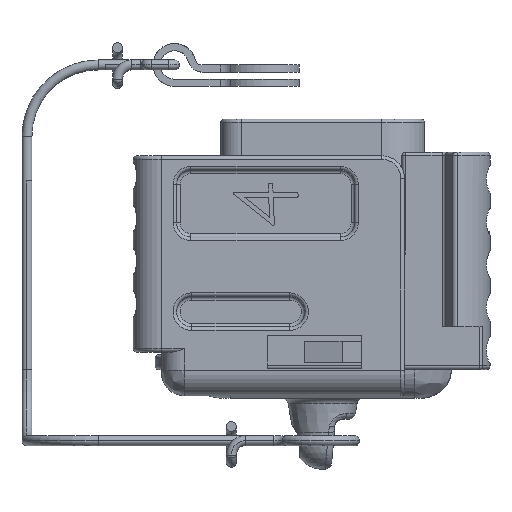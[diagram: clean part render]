
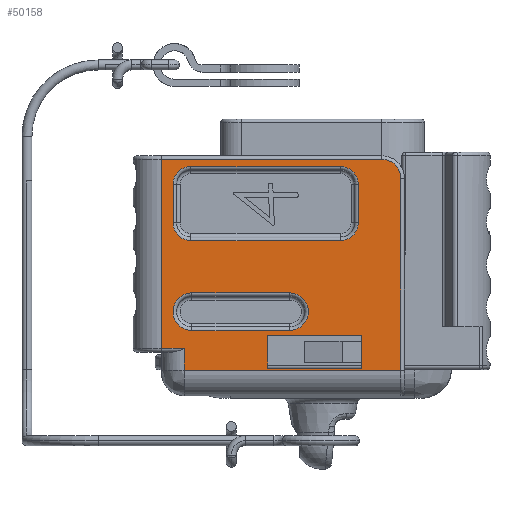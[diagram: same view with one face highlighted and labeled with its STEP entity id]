
A CAD part, left-side view. The second image highlights one B-rep face of the part: STEP entity #50158.
In plain terms, the highlighted planar face has unit normal (-1, 0, 0).
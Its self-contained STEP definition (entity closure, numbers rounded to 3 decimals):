
#16872=DIRECTION('',(0.,0.,-1.));
#16873=VECTOR('',#16872,13.27);
#16874=CARTESIAN_POINT('',(-13.75,11.3,14.75));
#16875=LINE('',#16874,#16873);
#17397=DIRECTION('',(0.,0.,-1.));
#17398=VECTOR('',#17397,1.53);
#17399=CARTESIAN_POINT('',(-13.75,9.7,1.48));
#17400=LINE('',#17399,#17398);
#17423=DIRECTION('',(0.,0.,-1.));
#17424=VECTOR('',#17423,13.45);
#17425=CARTESIAN_POINT('',(-13.75,-5.5,13.4));
#17426=LINE('',#17425,#17424);
#17427=DIRECTION('',(0.,-1.,0.));
#17428=VECTOR('',#17427,15.2);
#17429=CARTESIAN_POINT('',(-13.75,9.7,-0.05));
#17430=LINE('',#17429,#17428);
#17431=DIRECTION('',(0.,-1.,0.));
#17432=VECTOR('',#17431,1.6);
#17433=CARTESIAN_POINT('',(-13.75,11.3,1.48));
#17434=LINE('',#17433,#17432);
#17435=DIRECTION('',(0.,-1.,0.));
#17436=VECTOR('',#17435,15.45);
#17437=CARTESIAN_POINT('',(-13.75,11.3,14.75));
#17438=LINE('',#17437,#17436);
#17439=CARTESIAN_POINT('',(-13.75,-4.15,13.4));
#17440=DIRECTION('',(1.,0.,0.));
#17441=DIRECTION('',(0.,0.,1.));
#17442=AXIS2_PLACEMENT_3D('',#17439,#17440,#17441);
#17444=DIRECTION('',(0.,0.,-1.));
#17445=VECTOR('',#17444,2.3);
#17446=CARTESIAN_POINT('',(-13.75,-2.75,2.4));
#17447=LINE('',#17446,#17445);
#17448=DIRECTION('',(0.,-1.,0.));
#17449=VECTOR('',#17448,6.6);
#17450=CARTESIAN_POINT('',(-13.75,3.85,2.4));
#17451=LINE('',#17450,#17449);
#17452=DIRECTION('',(0.,0.,1.));
#17453=VECTOR('',#17452,2.3);
#17454=CARTESIAN_POINT('',(-13.75,3.85,0.1));
#17455=LINE('',#17454,#17453);
#17456=DIRECTION('',(0.,1.,0.));
#17457=VECTOR('',#17456,6.6);
#17458=CARTESIAN_POINT('',(-13.75,-2.75,0.1));
#17459=LINE('',#17458,#17457);
#17460=CARTESIAN_POINT('',(-13.75,9.25,10.3));
#17461=DIRECTION('',(1.,0.,0.));
#17462=DIRECTION('',(0.,0.,-1.));
#17463=AXIS2_PLACEMENT_3D('',#17460,#17461,#17462);
#17465=DIRECTION('',(0.,1.,0.));
#17466=VECTOR('',#17465,10.5);
#17467=CARTESIAN_POINT('',(-13.75,-1.25,9.05));
#17468=LINE('',#17467,#17466);
#17469=CARTESIAN_POINT('',(-13.75,-1.25,10.3));
#17470=DIRECTION('',(1.,0.,0.));
#17471=DIRECTION('',(0.,-1.,0.));
#17472=AXIS2_PLACEMENT_3D('',#17469,#17470,#17471);
#17474=DIRECTION('',(0.,0.,-1.));
#17475=VECTOR('',#17474,2.7);
#17476=CARTESIAN_POINT('',(-13.75,-2.5,13.));
#17477=LINE('',#17476,#17475);
#17478=CARTESIAN_POINT('',(-13.75,-1.25,13.));
#17479=DIRECTION('',(1.,0.,0.));
#17480=DIRECTION('',(0.,0.,1.));
#17481=AXIS2_PLACEMENT_3D('',#17478,#17479,#17480);
#17483=DIRECTION('',(0.,-1.,0.));
#17484=VECTOR('',#17483,10.5);
#17485=CARTESIAN_POINT('',(-13.75,9.25,14.25));
#17486=LINE('',#17485,#17484);
#17487=CARTESIAN_POINT('',(-13.75,9.25,13.));
#17488=DIRECTION('',(1.,0.,0.));
#17489=DIRECTION('',(0.,1.,0.));
#17490=AXIS2_PLACEMENT_3D('',#17487,#17488,#17489);
#17492=DIRECTION('',(0.,0.,1.));
#17493=VECTOR('',#17492,2.7);
#17494=CARTESIAN_POINT('',(-13.75,10.5,10.3));
#17495=LINE('',#17494,#17493);
#17496=DIRECTION('',(0.,-1.,0.));
#17497=VECTOR('',#17496,6.86);
#17498=CARTESIAN_POINT('',(-13.75,9.18,2.74));
#17499=LINE('',#17498,#17497);
#17500=CARTESIAN_POINT('',(-13.75,2.32,4.06));
#17501=DIRECTION('',(-1.,0.,0.));
#17502=DIRECTION('',(0.,0.,-1.));
#17503=AXIS2_PLACEMENT_3D('',#17500,#17501,#17502);
#17505=DIRECTION('',(0.,1.,0.));
#17506=VECTOR('',#17505,6.86);
#17507=CARTESIAN_POINT('',(-13.75,2.32,5.38));
#17508=LINE('',#17507,#17506);
#17509=CARTESIAN_POINT('',(-13.75,9.18,4.06));
#17510=DIRECTION('',(-1.,0.,0.));
#17511=DIRECTION('',(0.,0.,1.));
#17512=AXIS2_PLACEMENT_3D('',#17509,#17510,#17511);
#24738=CARTESIAN_POINT('',(-13.75,9.7,-0.05));
#24740=VERTEX_POINT('',#24738);
#24754=CARTESIAN_POINT('',(-13.75,-2.75,2.4));
#24755=CARTESIAN_POINT('',(-13.75,-2.75,0.1));
#24756=VERTEX_POINT('',#24754);
#24757=VERTEX_POINT('',#24755);
#24758=CARTESIAN_POINT('',(-13.75,3.85,0.1));
#24759=VERTEX_POINT('',#24758);
#24760=CARTESIAN_POINT('',(-13.75,3.85,2.4));
#24761=VERTEX_POINT('',#24760);
#24770=CARTESIAN_POINT('',(-13.75,11.3,1.48));
#24771=CARTESIAN_POINT('',(-13.75,9.7,1.48));
#24772=VERTEX_POINT('',#24770);
#24773=VERTEX_POINT('',#24771);
#24918=CARTESIAN_POINT('',(-13.75,9.25,9.05));
#24919=CARTESIAN_POINT('',(-13.75,10.5,10.3));
#24920=VERTEX_POINT('',#24918);
#24921=VERTEX_POINT('',#24919);
#24926=CARTESIAN_POINT('',(-13.75,10.5,13.));
#24927=VERTEX_POINT('',#24926);
#24930=CARTESIAN_POINT('',(-13.75,9.25,14.25));
#24931=VERTEX_POINT('',#24930);
#24934=CARTESIAN_POINT('',(-13.75,-1.25,14.25));
#24935=VERTEX_POINT('',#24934);
#24938=CARTESIAN_POINT('',(-13.75,-2.5,13.));
#24939=VERTEX_POINT('',#24938);
#24942=CARTESIAN_POINT('',(-13.75,-2.5,10.3));
#24943=VERTEX_POINT('',#24942);
#24946=CARTESIAN_POINT('',(-13.75,-1.25,9.05));
#24947=VERTEX_POINT('',#24946);
#25041=CARTESIAN_POINT('',(-13.75,-5.5,-0.05));
#25043=VERTEX_POINT('',#25041);
#25047=CARTESIAN_POINT('',(-13.75,-5.5,13.4));
#25048=VERTEX_POINT('',#25047);
#25051=CARTESIAN_POINT('',(-13.75,-4.15,14.75));
#25052=VERTEX_POINT('',#25051);
#25055=CARTESIAN_POINT('',(-13.75,11.3,14.75));
#25056=VERTEX_POINT('',#25055);
#25383=CARTESIAN_POINT('',(-13.75,9.18,2.74));
#25384=CARTESIAN_POINT('',(-13.75,2.32,2.74));
#25385=VERTEX_POINT('',#25383);
#25386=VERTEX_POINT('',#25384);
#25389=CARTESIAN_POINT('',(-13.75,2.32,5.38));
#25390=VERTEX_POINT('',#25389);
#25393=CARTESIAN_POINT('',(-13.75,9.18,5.38));
#25394=VERTEX_POINT('',#25393);
#50106=CARTESIAN_POINT('',(-13.75,11.25,15.));
#50107=DIRECTION('',(-1.,0.,0.));
#50108=DIRECTION('',(0.,1.,0.));
#50109=AXIS2_PLACEMENT_3D('',#50106,#50107,#50108);
#50110=PLANE('',#50109);
#50112=ORIENTED_EDGE('',*,*,#50111,.T.);
#50114=ORIENTED_EDGE('',*,*,#50113,.F.);
#50115=ORIENTED_EDGE('',*,*,#50085,.F.);
#50116=ORIENTED_EDGE('',*,*,#50100,.F.);
#50117=ORIENTED_EDGE('',*,*,#49711,.F.);
#50118=ORIENTED_EDGE('',*,*,#49755,.T.);
#50119=ORIENTED_EDGE('',*,*,#49770,.T.);
#50120=EDGE_LOOP('',(#50112,#50114,#50115,#50116,#50117,#50118,#50119));
#50121=FACE_OUTER_BOUND('',#50120,.F.);
#50122=ORIENTED_EDGE('',*,*,#25858,.F.);
#50123=ORIENTED_EDGE('',*,*,#25883,.F.);
#50125=ORIENTED_EDGE('',*,*,#50124,.F.);
#50127=ORIENTED_EDGE('',*,*,#50126,.F.);
#50128=EDGE_LOOP('',(#50122,#50123,#50125,#50127));
#50129=FACE_BOUND('',#50128,.F.);
#50131=ORIENTED_EDGE('',*,*,#50130,.F.);
#50133=ORIENTED_EDGE('',*,*,#50132,.F.);
#50135=ORIENTED_EDGE('',*,*,#50134,.F.);
#50137=ORIENTED_EDGE('',*,*,#50136,.F.);
#50139=ORIENTED_EDGE('',*,*,#50138,.F.);
#50141=ORIENTED_EDGE('',*,*,#50140,.F.);
#50143=ORIENTED_EDGE('',*,*,#50142,.F.);
#50145=ORIENTED_EDGE('',*,*,#50144,.F.);
#50146=EDGE_LOOP('',(#50131,#50133,#50135,#50137,#50139,#50141,#50143,#50145));
#50147=FACE_BOUND('',#50146,.F.);
#50149=ORIENTED_EDGE('',*,*,#50148,.T.);
#50151=ORIENTED_EDGE('',*,*,#50150,.T.);
#50153=ORIENTED_EDGE('',*,*,#50152,.T.);
#50155=ORIENTED_EDGE('',*,*,#50154,.T.);
#50156=EDGE_LOOP('',(#50149,#50151,#50153,#50155));
#50157=FACE_BOUND('',#50156,.F.);
#50158=ADVANCED_FACE('',(#50121,#50129,#50147,#50157),#50110,.T.);
#17443=CIRCLE('',#17442,1.35);
#17464=CIRCLE('',#17463,1.25);
#17473=CIRCLE('',#17472,1.25);
#17482=CIRCLE('',#17481,1.25);
#17491=CIRCLE('',#17490,1.25);
#17504=CIRCLE('',#17503,1.32);
#17513=CIRCLE('',#17512,1.32);
#25858=EDGE_CURVE('',#24756,#24757,#17447,.T.);
#25883=EDGE_CURVE('',#24761,#24756,#17451,.T.);
#49711=EDGE_CURVE('',#25056,#24772,#16875,.T.);
#49755=EDGE_CURVE('',#25056,#25052,#17438,.T.);
#49770=EDGE_CURVE('',#25052,#25048,#17443,.T.);
#50085=EDGE_CURVE('',#24773,#24740,#17400,.T.);
#50100=EDGE_CURVE('',#24772,#24773,#17434,.T.);
#50111=EDGE_CURVE('',#25048,#25043,#17426,.T.);
#50113=EDGE_CURVE('',#24740,#25043,#17430,.T.);
#50124=EDGE_CURVE('',#24759,#24761,#17455,.T.);
#50126=EDGE_CURVE('',#24757,#24759,#17459,.T.);
#50130=EDGE_CURVE('',#24920,#24921,#17464,.T.);
#50132=EDGE_CURVE('',#24947,#24920,#17468,.T.);
#50134=EDGE_CURVE('',#24943,#24947,#17473,.T.);
#50136=EDGE_CURVE('',#24939,#24943,#17477,.T.);
#50138=EDGE_CURVE('',#24935,#24939,#17482,.T.);
#50140=EDGE_CURVE('',#24931,#24935,#17486,.T.);
#50142=EDGE_CURVE('',#24927,#24931,#17491,.T.);
#50144=EDGE_CURVE('',#24921,#24927,#17495,.T.);
#50148=EDGE_CURVE('',#25385,#25386,#17499,.T.);
#50150=EDGE_CURVE('',#25386,#25390,#17504,.T.);
#50152=EDGE_CURVE('',#25390,#25394,#17508,.T.);
#50154=EDGE_CURVE('',#25394,#25385,#17513,.T.);
